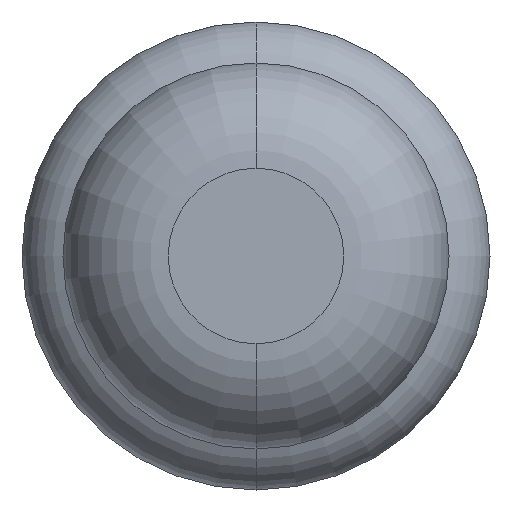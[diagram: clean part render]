
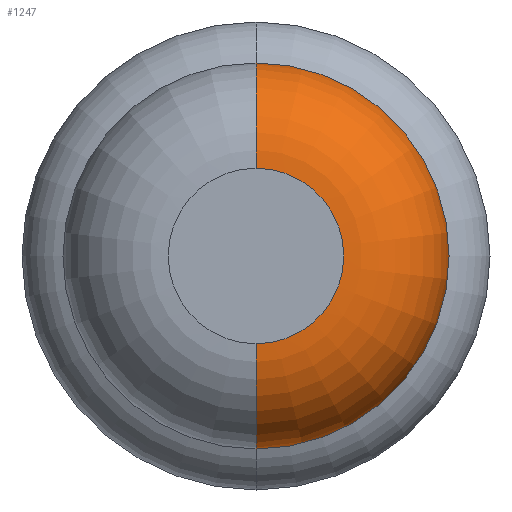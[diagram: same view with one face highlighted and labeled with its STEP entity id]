
A CAD part, front view. The second image highlights one B-rep face of the part: STEP entity #1247.
In plain terms, the highlighted toroidal (fillet/blend) face has major radius 0.375 mm and minor radius 0.45 mm.
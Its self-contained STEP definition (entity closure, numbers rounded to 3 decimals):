
#30 = EDGE_LOOP ( 'NONE', ( #4303, #3785, #2349, #2991 ) ) ;
#195 = EDGE_CURVE ( 'NONE', #378, #460, #3267, .T. ) ;
#378 = VERTEX_POINT ( 'NONE', #4554 ) ;
#443 = CIRCLE ( 'NONE', #1800, 0.825 ) ;
#460 = VERTEX_POINT ( 'NONE', #4585 ) ;
#532 = CARTESIAN_POINT ( 'NONE',  ( 0., -25.55, 0. ) ) ;
#740 = DIRECTION ( 'NONE',  ( 0., 1., 0. ) ) ;
#862 = CARTESIAN_POINT ( 'NONE',  ( 0., -25.55, 0.375 ) ) ;
#927 = DIRECTION ( 'NONE',  ( 0., 0., 1. ) ) ;
#1199 = EDGE_CURVE ( 'NONE', #3959, #3902, #3037, .T. ) ;
#1225 = CARTESIAN_POINT ( 'NONE',  ( 0., -25.55, 0. ) ) ;
#1247 = ADVANCED_FACE ( 'Defeature ausgef�hrt1_8', ( #2643 ), #4324, .T. ) ;
#1285 = DIRECTION ( 'NONE',  ( 0., 1., 0. ) ) ;
#1597 = DIRECTION ( 'NONE',  ( 0., 0., 1. ) ) ;
#1598 = DIRECTION ( 'NONE',  ( -1., 0., 0. ) ) ;
#1800 = AXIS2_PLACEMENT_3D ( 'NONE', #532, #3735, #927 ) ;
#1977 = CIRCLE ( 'NONE', #3591, 0.375 ) ;
#2022 = DIRECTION ( 'NONE',  ( 1., 0., 0. ) ) ;
#2349 = ORIENTED_EDGE ( 'NONE', *, *, #3504, .F. ) ;
#2416 = AXIS2_PLACEMENT_3D ( 'NONE', #862, #1598, #4442 ) ;
#2643 = FACE_OUTER_BOUND ( 'NONE', #30, .T. ) ;
#2751 = DIRECTION ( 'NONE',  ( 0., 0., -1. ) ) ;
#2875 = CARTESIAN_POINT ( 'NONE',  ( 0., -26., 0. ) ) ;
#2984 = CARTESIAN_POINT ( 'NONE',  ( 0., -25.55, -0.825 ) ) ;
#2991 = ORIENTED_EDGE ( 'NONE', *, *, #195, .F. ) ;
#3037 = CIRCLE ( 'NONE', #4035, 0.45 ) ;
#3135 = CARTESIAN_POINT ( 'NONE',  ( 0., -25.55, -0.375 ) ) ;
#3203 = DIRECTION ( 'NONE',  ( 0., 0., 1. ) ) ;
#3267 = CIRCLE ( 'NONE', #2416, 0.45 ) ;
#3504 = EDGE_CURVE ( 'Defeature ausgef�hrt1_9+Defeature ausgef�hrt1_8+Defeature ausgef�hrt1_8+Defeature ausgef�hrt1_8', #460, #3902, #443, .T. ) ;
#3591 = AXIS2_PLACEMENT_3D ( 'NONE', #2875, #740, #3203 ) ;
#3701 = AXIS2_PLACEMENT_3D ( 'NONE', #1225, #1285, #1597 ) ;
#3735 = DIRECTION ( 'NONE',  ( 0., 1., 0. ) ) ;
#3785 = ORIENTED_EDGE ( 'NONE', *, *, #1199, .T. ) ;
#3902 = VERTEX_POINT ( 'NONE', #2984 ) ;
#3959 = VERTEX_POINT ( 'NONE', #4044 ) ;
#4035 = AXIS2_PLACEMENT_3D ( 'NONE', #3135, #2022, #2751 ) ;
#4044 = CARTESIAN_POINT ( 'NONE',  ( 0., -26., -0.375 ) ) ;
#4239 = EDGE_CURVE ( 'Defeature ausgef�hrt1_8+Defeature ausgef�hrt1_7+Defeature ausgef�hrt1_7+Defeature ausgef�hrt1_7', #378, #3959, #1977, .T. ) ;
#4303 = ORIENTED_EDGE ( 'NONE', *, *, #4239, .T. ) ;
#4324 = TOROIDAL_SURFACE ( 'NONE', #3701, 0.375, 0.45 ) ;
#4442 = DIRECTION ( 'NONE',  ( 0., 0., 1. ) ) ;
#4554 = CARTESIAN_POINT ( 'NONE',  ( 0., -26., 0.375 ) ) ;
#4585 = CARTESIAN_POINT ( 'NONE',  ( 0., -25.55, 0.825 ) ) ;
